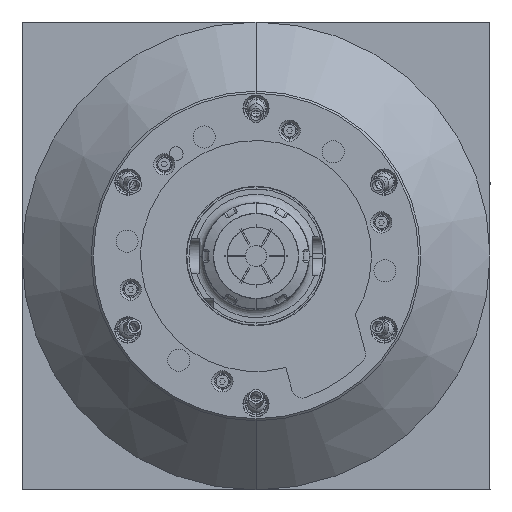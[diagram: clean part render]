
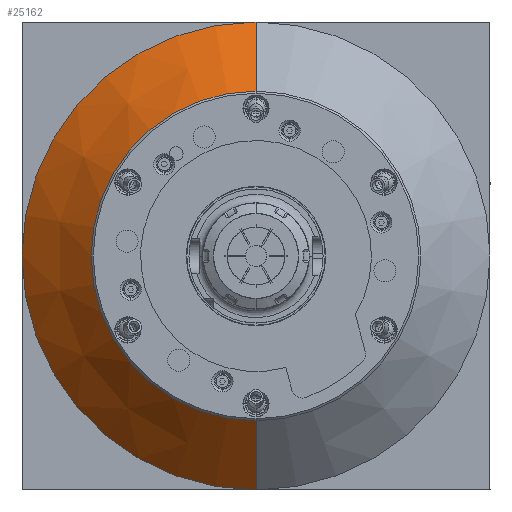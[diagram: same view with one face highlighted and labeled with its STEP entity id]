
A CAD part, left-side view. The second image highlights one B-rep face of the part: STEP entity #25162.
In plain terms, the highlighted conical face has half-angle 45 degrees and reference radius 110 mm.
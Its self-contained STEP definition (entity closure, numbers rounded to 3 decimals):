
#1861 = FACE_OUTER_BOUND ( 'NONE', #25163, .T. ) ;
#1905 = DIRECTION ( 'NONE',  ( 0., 0., -1. ) ) ;
#1983 = CARTESIAN_POINT ( 'NONE',  ( 41.5, 0., -77.5 ) ) ;
#2032 = CIRCLE ( 'NONE', #2033, 77.5 ) ;
#2033 = AXIS2_PLACEMENT_3D ( 'NONE', #2064, #2063, #2077 ) ;
#2034 = CARTESIAN_POINT ( 'NONE',  ( 41.5, 0., 77.5 ) ) ;
#2048 = CARTESIAN_POINT ( 'NONE',  ( 74., 0., 110. ) ) ;
#2049 = DIRECTION ( 'NONE',  ( 0.707, 0., 0.707 ) ) ;
#2050 = VECTOR ( 'NONE', #2049, 1000. ) ;
#2063 = DIRECTION ( 'NONE',  ( 1., 0., 0. ) ) ;
#2064 = CARTESIAN_POINT ( 'NONE',  ( 41.5, 0., 0. ) ) ;
#2068 = CONICAL_SURFACE ( 'NONE', #2072, 110., 0.785 ) ;
#2069 = CARTESIAN_POINT ( 'NONE',  ( 74., 0., 0. ) ) ;
#2070 = CARTESIAN_POINT ( 'NONE',  ( 74., 0., 110. ) ) ;
#2071 = LINE ( 'NONE', #2070, #2050 ) ;
#2072 = AXIS2_PLACEMENT_3D ( 'NONE', #2069, #2073, #1905 ) ;
#2073 = DIRECTION ( 'NONE',  ( 1., 0., 0. ) ) ;
#2077 = DIRECTION ( 'NONE',  ( 0., 0., -1. ) ) ;
#2737 = CIRCLE ( 'NONE', #3164, 110. ) ;
#2751 = DIRECTION ( 'NONE',  ( 0., 0., -1. ) ) ;
#2752 = DIRECTION ( 'NONE',  ( 1., 0., 0. ) ) ;
#2753 = CARTESIAN_POINT ( 'NONE',  ( 74., 0., 0. ) ) ;
#2754 = AXIS2_PLACEMENT_3D ( 'NONE', #2753, #2752, #2751 ) ;
#2861 = CIRCLE ( 'NONE', #2754, 110. ) ;
#3158 = CARTESIAN_POINT ( 'NONE',  ( 74., 0., 0. ) ) ;
#3163 = DIRECTION ( 'NONE',  ( 0., 0., -1. ) ) ;
#3164 = AXIS2_PLACEMENT_3D ( 'NONE', #3158, #3172, #3163 ) ;
#3172 = DIRECTION ( 'NONE',  ( 1., 0., 0. ) ) ;
#3192 = DIRECTION ( 'NONE',  ( 0.707, 0., -0.707 ) ) ;
#3193 = VECTOR ( 'NONE', #3192, 1000. ) ;
#3194 = CARTESIAN_POINT ( 'NONE',  ( 74., 0., -110. ) ) ;
#3195 = LINE ( 'NONE', #3194, #3193 ) ;
#3196 = CARTESIAN_POINT ( 'NONE',  ( 74., 110., 0. ) ) ;
#3226 = CARTESIAN_POINT ( 'NONE',  ( 74., 0., -110. ) ) ;
#25162 = ADVANCED_FACE ( 'NONE', ( #1861 ), #2068, .T. ) ;
#25163 = EDGE_LOOP ( 'NONE', ( #25164, #25168, #25171, #25476, #25314 ) ) ;
#25164 = ORIENTED_EDGE ( 'NONE', *, *, #25165, .T. ) ;
#25165 = EDGE_CURVE ( 'NONE', #25166, #25167, #2032, .T. ) ;
#25166 = VERTEX_POINT ( 'NONE', #1983 ) ;
#25167 = VERTEX_POINT ( 'NONE', #2034 ) ;
#25168 = ORIENTED_EDGE ( 'NONE', *, *, #25169, .T. ) ;
#25169 = EDGE_CURVE ( 'NONE', #25167, #25170, #2071, .T. ) ;
#25170 = VERTEX_POINT ( 'NONE', #2048 ) ;
#25171 = ORIENTED_EDGE ( 'NONE', *, *, #25378, .F. ) ;
#25314 = ORIENTED_EDGE ( 'NONE', *, *, #25435, .F. ) ;
#25365 = EDGE_CURVE ( 'NONE', #25432, #25433, #2861, .T. ) ;
#25378 = EDGE_CURVE ( 'NONE', #25433, #25170, #2737, .T. ) ;
#25432 = VERTEX_POINT ( 'NONE', #3226 ) ;
#25433 = VERTEX_POINT ( 'NONE', #3196 ) ;
#25435 = EDGE_CURVE ( 'NONE', #25166, #25432, #3195, .T. ) ;
#25476 = ORIENTED_EDGE ( 'NONE', *, *, #25365, .F. ) ;
